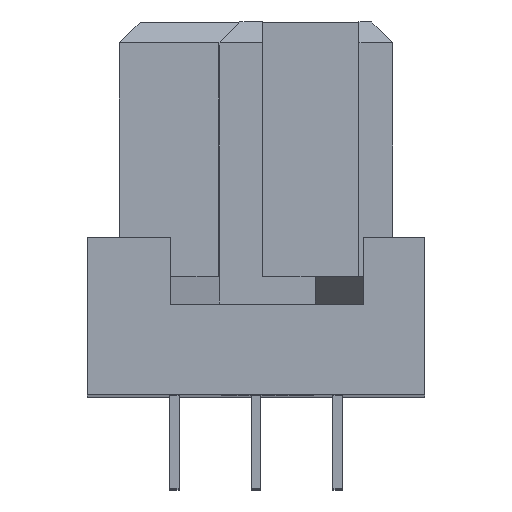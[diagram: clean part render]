
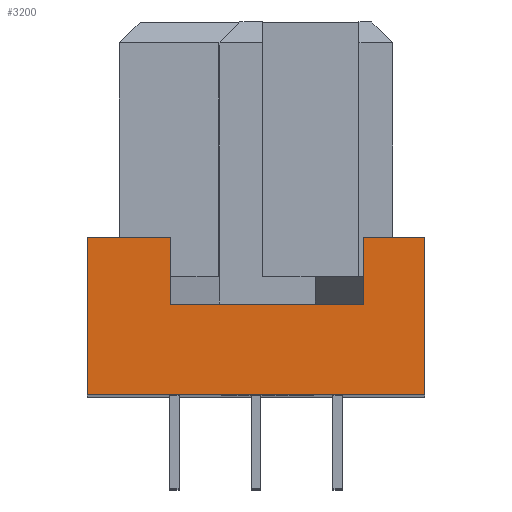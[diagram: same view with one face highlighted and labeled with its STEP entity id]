
A CAD part, top view. The second image highlights one B-rep face of the part: STEP entity #3200.
In plain terms, the highlighted free-form (B-spline) face has degree [1, 1] with [2, 2] control points.
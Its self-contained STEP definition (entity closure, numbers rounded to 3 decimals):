
#1305=CARTESIAN_POINT('V210',(-54.835,13.627,
   39.85));
#1306=VERTEX_POINT('V210',#1305);
#1312=CARTESIAN_POINT('V208',(-52.235,13.627,
   39.85));
#1313=VERTEX_POINT('V208',#1312);
#1314=CARTESIAN_POINT('E315',(-54.835,13.627,
   39.85));
#1315=CARTESIAN_POINT('E315',(-52.235,13.627,
   39.85));
#1316=B_SPLINE_CURVE_WITH_KNOTS('E315',1,(#1314,#1315),
   .POLYLINE_FORM.,.F.,.U.,(2,2),(0.0,52.),
   .UNSPECIFIED.);
#1317=EDGE_CURVE('E315',#1306,#1313,#1316,.T.);
#3112=CARTESIAN_POINT('V209',(-52.235,11.527,
   39.85));
#3113=VERTEX_POINT('V209',#3112);
#3119=CARTESIAN_POINT('V215',(-46.235,11.527,
   39.85));
#3120=VERTEX_POINT('V215',#3119);
#3121=CARTESIAN_POINT('E321',(-46.235,11.527,
   39.85));
#3122=CARTESIAN_POINT('E321',(-52.235,11.527,
   39.85));
#3123=B_SPLINE_CURVE_WITH_KNOTS('E321',1,(#3121,#3122),
   .POLYLINE_FORM.,.F.,.U.,(2,2),(0.0,120.0),.UNSPECIFIED.);
#3124=EDGE_CURVE('E321',#3120,#3113,#3123,.T.);
#3148=CARTESIAN_POINT('E314',(-52.235,11.527,
   39.85));
#3149=CARTESIAN_POINT('E314',(-52.235,13.627,
   39.85));
#3150=B_SPLINE_CURVE_WITH_KNOTS('E314',1,(#3148,#3149),
   .POLYLINE_FORM.,.F.,.U.,(2,2),(0.0,42.),
   .UNSPECIFIED.);
#3151=EDGE_CURVE('E314',#3113,#1313,#3150,.T.);
#3157=CARTESIAN_POINT('F120',(-55.36,8.482,
   39.85));
#3158=CARTESIAN_POINT('F120',(-43.81,8.482,
   39.85));
#3159=CARTESIAN_POINT('F120',(-55.36,13.872,
   39.85));
#3160=CARTESIAN_POINT('F120',(-43.81,13.872,
   39.85));
#3161=QUASI_UNIFORM_SURFACE('F120',1,1,((#3157,#3159),(#3158,
   #3160)),.PLANE_SURF.,.F.,.F.,.U.);
#3162=ORIENTED_EDGE('E314',*,*,#3151,.T.);
#3163=ORIENTED_EDGE('E315',*,*,#1317,.F.);
#3164=CARTESIAN_POINT('V211',(-54.835,8.727,
   39.85));
#3165=VERTEX_POINT('V211',#3164);
#3166=CARTESIAN_POINT('E316',(-54.835,8.727,
   39.85));
#3167=CARTESIAN_POINT('E316',(-54.835,13.627,
   39.85));
#3168=B_SPLINE_CURVE_WITH_KNOTS('E316',1,(#3166,#3167),
   .POLYLINE_FORM.,.F.,.U.,(2,2),(0.0,98.),
   .UNSPECIFIED.);
#3169=EDGE_CURVE('E316',#3165,#1306,#3168,.T.);
#3170=ORIENTED_EDGE('E316',*,*,#3169,.F.);
#3171=CARTESIAN_POINT('V212',(-44.335,8.727,
   39.85));
#3172=VERTEX_POINT('V212',#3171);
#3173=CARTESIAN_POINT('E317',(-44.335,8.727,
   39.85));
#3174=CARTESIAN_POINT('E317',(-54.835,8.727,
   39.85));
#3175=B_SPLINE_CURVE_WITH_KNOTS('E317',1,(#3173,#3174),
   .POLYLINE_FORM.,.F.,.U.,(2,2),(0.0,210.),
   .UNSPECIFIED.);
#3176=EDGE_CURVE('E317',#3172,#3165,#3175,.T.);
#3177=ORIENTED_EDGE('E317',*,*,#3176,.F.);
#3178=CARTESIAN_POINT('V213',(-44.335,13.627,
   39.85));
#3179=VERTEX_POINT('V213',#3178);
#3180=CARTESIAN_POINT('E318',(-44.335,13.627,
   39.85));
#3181=CARTESIAN_POINT('E318',(-44.335,8.727,
   39.85));
#3182=B_SPLINE_CURVE_WITH_KNOTS('E318',1,(#3180,#3181),
   .POLYLINE_FORM.,.F.,.U.,(2,2),(0.0,98.),
   .UNSPECIFIED.);
#3183=EDGE_CURVE('E318',#3179,#3172,#3182,.T.);
#3184=ORIENTED_EDGE('E318',*,*,#3183,.F.);
#3185=CARTESIAN_POINT('V214',(-46.235,13.627,
   39.85));
#3186=VERTEX_POINT('V214',#3185);
#3187=CARTESIAN_POINT('E319',(-46.235,13.627,
   39.85));
#3188=CARTESIAN_POINT('E319',(-44.335,13.627,
   39.85));
#3189=B_SPLINE_CURVE_WITH_KNOTS('E319',1,(#3187,#3188),
   .POLYLINE_FORM.,.F.,.U.,(2,2),(0.0,38.),
   .UNSPECIFIED.);
#3190=EDGE_CURVE('E319',#3186,#3179,#3189,.T.);
#3191=ORIENTED_EDGE('E319',*,*,#3190,.F.);
#3192=CARTESIAN_POINT('E320',(-46.235,13.627,
   39.85));
#3193=CARTESIAN_POINT('E320',(-46.235,11.527,
   39.85));
#3194=B_SPLINE_CURVE_WITH_KNOTS('E320',1,(#3192,#3193),
   .POLYLINE_FORM.,.F.,.U.,(2,2),(0.0,42.),
   .UNSPECIFIED.);
#3195=EDGE_CURVE('E320',#3186,#3120,#3194,.T.);
#3196=ORIENTED_EDGE('E320',*,*,#3195,.T.);
#3197=ORIENTED_EDGE('E321',*,*,#3124,.T.);
#3198=EDGE_LOOP('F120',(#3162,#3163,#3170,#3177,#3184,#3191,#3196,
   #3197));
#3199=FACE_OUTER_BOUND('F120',#3198,.T.);
#3200=ADVANCED_FACE('F120',(#3199),#3161,.T.);
